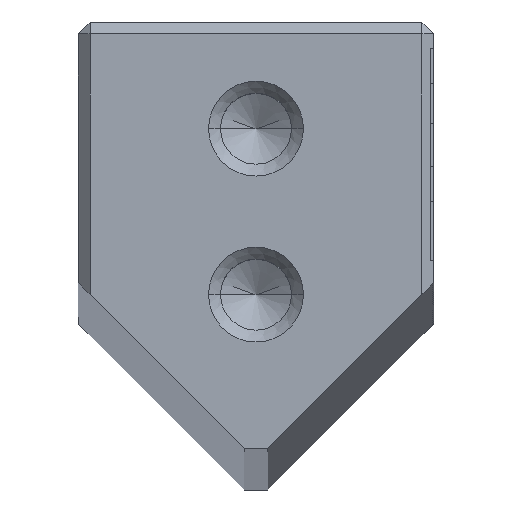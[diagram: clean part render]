
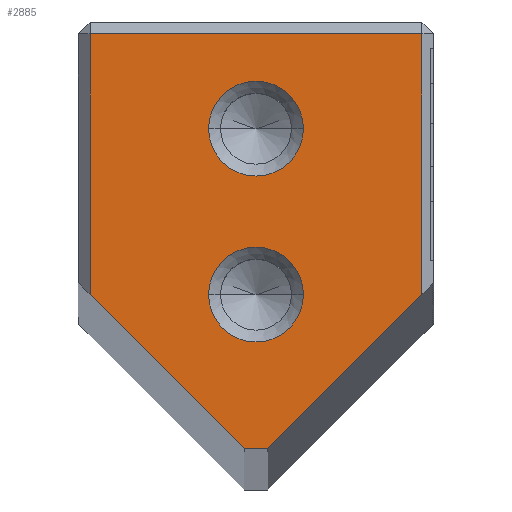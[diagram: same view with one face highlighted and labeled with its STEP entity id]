
A CAD part, top view. The second image highlights one B-rep face of the part: STEP entity #2885.
In plain terms, the highlighted planar face has unit normal (0, 0, 1).
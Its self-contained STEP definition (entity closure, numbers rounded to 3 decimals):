
#2885=ADVANCED_FACE('',(#3933,#3934,#3935),#3286,.T.);
#3286=PLANE('',#12002);
#3585=CIRCLE('',#11641,2.);
#3587=CIRCLE('',#11644,2.);
#3832=CIRCLE('',#12000,2.);
#3833=CIRCLE('',#12001,2.);
#3933=FACE_BOUND('',#4157,.T.);
#3934=FACE_BOUND('',#4158,.T.);
#3935=FACE_BOUND('',#4159,.T.);
#4157=EDGE_LOOP('',(#5789,#5790));
#4158=EDGE_LOOP('',(#5791,#5792));
#4159=EDGE_LOOP('',(#5793,#5794,#5795,#5796,#5797,#5798));
#5789=ORIENTED_EDGE('',*,*,#8835,.T.);
#5790=ORIENTED_EDGE('',*,*,#9292,.T.);
#5791=ORIENTED_EDGE('',*,*,#8831,.T.);
#5792=ORIENTED_EDGE('',*,*,#9293,.T.);
#5793=ORIENTED_EDGE('',*,*,#9257,.T.);
#5794=ORIENTED_EDGE('',*,*,#9294,.T.);
#5795=ORIENTED_EDGE('',*,*,#9295,.T.);
#5796=ORIENTED_EDGE('',*,*,#9296,.T.);
#5797=ORIENTED_EDGE('',*,*,#9263,.T.);
#5798=ORIENTED_EDGE('',*,*,#9259,.T.);
#7903=VERTEX_POINT('',#15666);
#7904=VERTEX_POINT('',#15668);
#7907=VERTEX_POINT('',#15675);
#7908=VERTEX_POINT('',#15677);
#8201=VERTEX_POINT('',#16557);
#8202=VERTEX_POINT('',#16559);
#8203=VERTEX_POINT('',#16563);
#8206=VERTEX_POINT('',#16571);
#8213=VERTEX_POINT('',#16612);
#8214=VERTEX_POINT('',#16614);
#8831=EDGE_CURVE('',#7904,#7903,#3585,.T.);
#8835=EDGE_CURVE('',#7908,#7907,#3587,.T.);
#9257=EDGE_CURVE('',#8202,#8201,#10265,.T.);
#9259=EDGE_CURVE('',#8203,#8202,#10267,.T.);
#9263=EDGE_CURVE('',#8206,#8203,#10271,.T.);
#9292=EDGE_CURVE('',#7907,#7908,#3832,.T.);
#9293=EDGE_CURVE('',#7903,#7904,#3833,.T.);
#9294=EDGE_CURVE('',#8201,#8213,#10280,.T.);
#9295=EDGE_CURVE('',#8213,#8214,#10281,.T.);
#9296=EDGE_CURVE('',#8214,#8206,#10282,.T.);
#10265=LINE('',#16558,#11099);
#10267=LINE('',#16562,#11101);
#10271=LINE('',#16570,#11105);
#10280=LINE('',#16611,#11114);
#10281=LINE('',#16613,#11115);
#10282=LINE('',#16615,#11116);
#11099=VECTOR('',#13539,1.);
#11101=VECTOR('',#13543,1.);
#11105=VECTOR('',#13549,1.);
#11114=VECTOR('',#13608,1.);
#11115=VECTOR('',#13609,1.);
#11116=VECTOR('',#13610,1.);
#11641=AXIS2_PLACEMENT_3D('',#15667,#12692,#12693);
#11644=AXIS2_PLACEMENT_3D('',#15676,#12700,#12701);
#12000=AXIS2_PLACEMENT_3D('',#16609,#13604,#13605);
#12001=AXIS2_PLACEMENT_3D('',#16610,#13606,#13607);
#12002=AXIS2_PLACEMENT_3D('',#16616,#13611,#13612);
#12692=DIRECTION('',(0.,0.,-1.));
#12693=DIRECTION('',(1.,0.,0.));
#12700=DIRECTION('',(0.,0.,-1.));
#12701=DIRECTION('',(1.,0.,0.));
#13539=DIRECTION('',(0.707,0.707,0.));
#13543=DIRECTION('',(1.,0.,0.));
#13549=DIRECTION('',(0.707,-0.707,0.));
#13604=DIRECTION('',(0.,0.,-1.));
#13605=DIRECTION('',(1.,0.,0.));
#13606=DIRECTION('',(0.,0.,-1.));
#13607=DIRECTION('',(1.,0.,0.));
#13608=DIRECTION('',(0.,1.,0.));
#13609=DIRECTION('',(-1.,0.,0.));
#13610=DIRECTION('',(0.,-1.,0.));
#13611=DIRECTION('',(0.,0.,1.));
#13612=DIRECTION('',(1.,0.,0.));
#15666=CARTESIAN_POINT('',(-2.,26.5,0.));
#15667=CARTESIAN_POINT('',(0.,26.5,0.));
#15668=CARTESIAN_POINT('',(2.,26.5,0.));
#15675=CARTESIAN_POINT('',(-2.,19.5,0.));
#15676=CARTESIAN_POINT('',(0.,19.5,0.));
#15677=CARTESIAN_POINT('',(2.,19.5,0.));
#16557=CARTESIAN_POINT('',(7.,19.5,0.));
#16558=CARTESIAN_POINT('',(0.5,13.,0.));
#16559=CARTESIAN_POINT('',(0.5,13.,0.));
#16562=CARTESIAN_POINT('',(-0.5,13.,0.));
#16563=CARTESIAN_POINT('',(-0.5,13.,0.));
#16570=CARTESIAN_POINT('',(-0.5,13.,0.));
#16571=CARTESIAN_POINT('',(-7.,19.5,0.));
#16609=CARTESIAN_POINT('',(0.,19.5,0.));
#16610=CARTESIAN_POINT('',(0.,26.5,0.));
#16611=CARTESIAN_POINT('',(7.,12.5,0.));
#16612=CARTESIAN_POINT('',(7.,30.5,0.));
#16613=CARTESIAN_POINT('',(0.,30.5,0.));
#16614=CARTESIAN_POINT('',(-7.,30.5,0.));
#16615=CARTESIAN_POINT('',(-7.,12.5,0.));
#16616=CARTESIAN_POINT('',(0.,12.5,0.));
